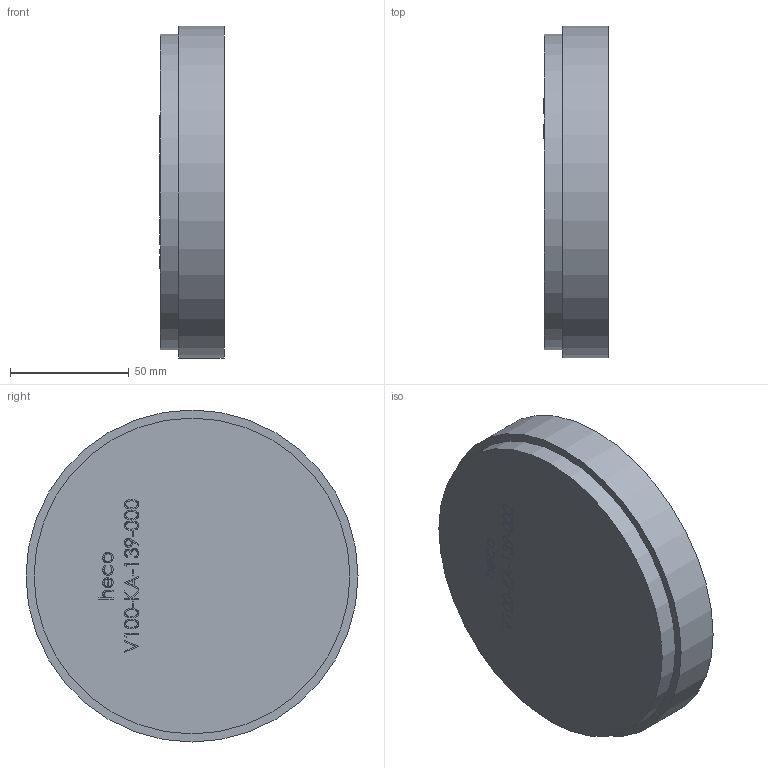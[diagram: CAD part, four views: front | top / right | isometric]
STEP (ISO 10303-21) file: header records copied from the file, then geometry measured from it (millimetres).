
FILE_DESCRIPTION (( 'STEP AP214' ), '1' );
FILE_NAME ('V100-KA-139-000-x Typ E496 DN125 500 Ø139,7 1812.STEP', '2018-12-19T09:37:28', ( '' ), ( '' ), 'SwSTEP 2.0', 'SolidWorks 2016', '' );
FILE_SCHEMA (( 'AUTOMOTIVE_DESIGN' ));
Length unit declared in the file: inch
Products named in the file (1): V100-KA-139-000-x Typ E496 DN125 500 Ø139,7 1812
Bounding box: 26.95 x 139.7 x 139.7 mm (x, y, z)
Volume: 281864.2 mm3; surface area: 46119.4 mm2
Topology: 1 solids, 1 shells, 210 faces, 534 edges, 356 vertices
Faces by surface type: plane 104, bspline 103, cylinder 3
Full cylindrical faces by diameter (mm): 125.476 x1, 132.893 x1, 139.7 x1
Entity records: 15253 total; most frequent: CARTESIAN_POINT 8321, ORIENTED_EDGE 1062, DIRECTION 547, EDGE_CURVE 531, VERTEX_POINT 356, VECTOR 319, LINE 319, EDGE_LOOP 243
